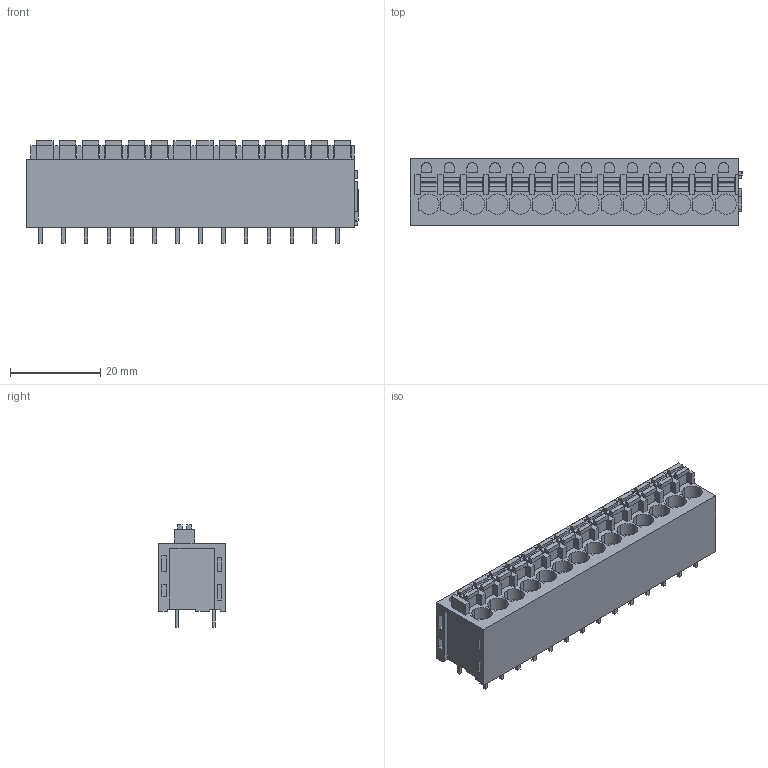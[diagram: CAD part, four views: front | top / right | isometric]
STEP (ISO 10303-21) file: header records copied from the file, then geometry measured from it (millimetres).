
FILE_DESCRIPTION(('CATIA V5 STEP Exchange','CAx-IF Rec.Pracs.--- Model Styling and Organization---1.2---2011-12-15'),'2;1');
FILE_NAME ('D1451886_0', '2018-04-09T13:43:18+00:00', ('none'), ('Weidmueller'), 'CATIA Version 5-6 Release 2014', 'CATIA V5 STEP AP214', 'none');
FILE_SCHEMA(('AUTOMOTIVE_DESIGN { 1 0 10303 214 1 1 1 1 }'));
Length unit declared in the file: millimetre
Products named in the file (1): 1426190000
Bounding box: 73.77 x 14.8 x 22.74 mm (x, y, z)
Volume: 15788.6 mm3; surface area: 7890.3 mm2
Topology: 43 solids, 43 shells, 705 faces, 1747 edges, 1182 vertices
Faces by surface type: plane 621, cylinder 84
Entity records: 20394 total; most frequent: CARTESIAN_POINT 3579, ORIENTED_EDGE 3494, DIRECTION 2858, EDGE_CURVE 1747, VECTOR 1579, LINE 1579, VERTEX_POINT 1182, EDGE_LOOP 759
